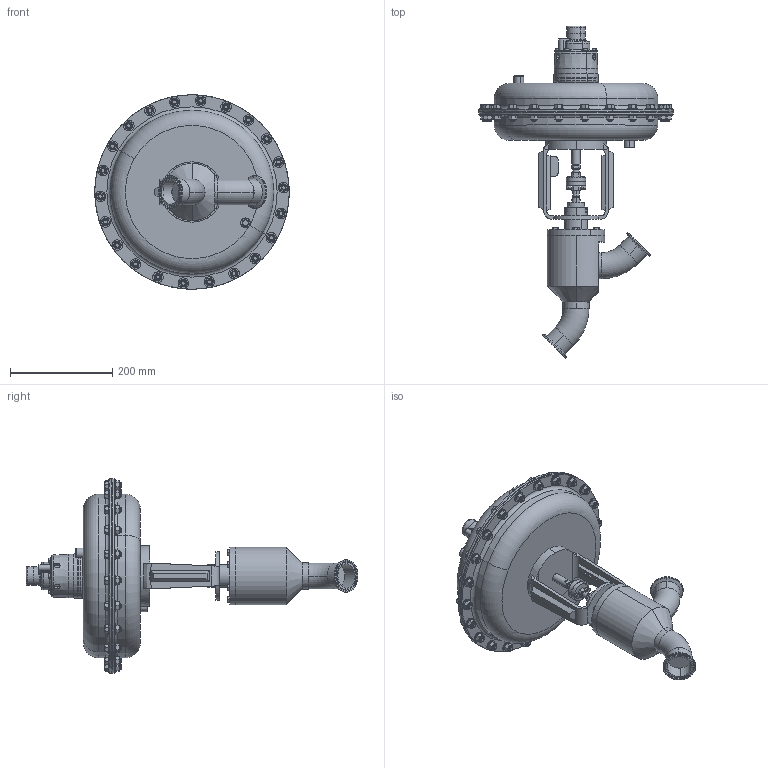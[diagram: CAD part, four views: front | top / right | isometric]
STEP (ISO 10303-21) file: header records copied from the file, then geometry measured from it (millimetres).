
FILE_DESCRIPTION (( 'STEP AP203' ), '1' );
FILE_NAME ('978NTP-200-JD-85M.STEP', '2017-06-14T13:57:55', ( '' ), ( '' ), 'SwSTEP 2.0', 'SolidWorks 2014', '' );
FILE_SCHEMA (( 'CONFIG_CONTROL_DESIGN' ));
Length unit declared in the file: inch
Products named in the file (2): 978NTP-200-JD-85M
Bounding box: 381 x 650.1 x 381 mm (x, y, z)
Volume: 11528160.4 mm3; surface area: 553464.5 mm2
Topology: 1 solids, 1 shells, 1534 faces, 3483 edges, 2105 vertices
Faces by surface type: plane 602, cone 566, cylinder 303, torus 52, bspline 11
Entity records: 47100 total; most frequent: CARTESIAN_POINT 13486, ORIENTED_EDGE 6966, DIRECTION 6930, EDGE_CURVE 3483, AXIS2_PLACEMENT_3D 2897, VERTEX_POINT 2105, EDGE_LOOP 1710, ADVANCED_FACE 1534
